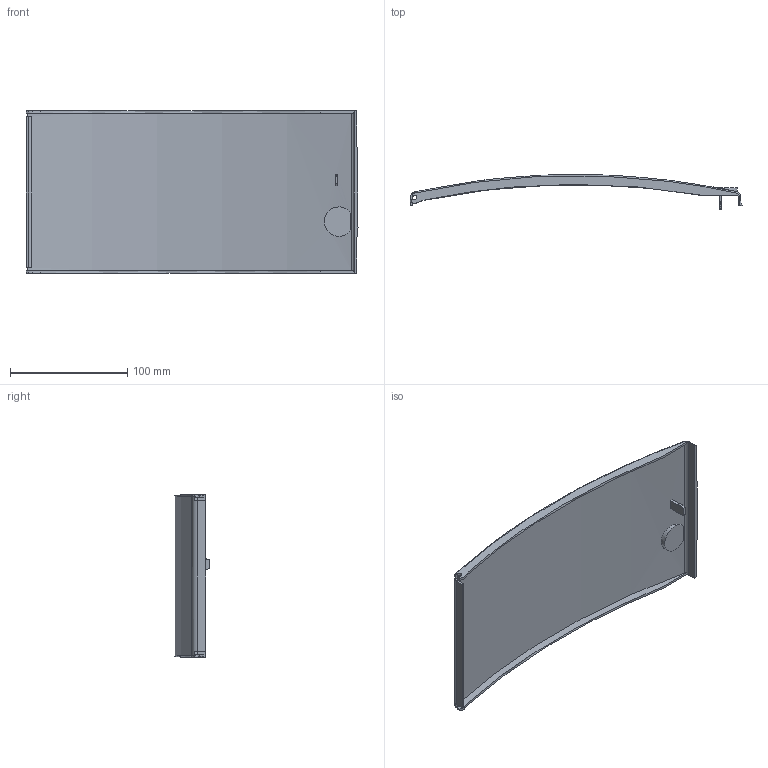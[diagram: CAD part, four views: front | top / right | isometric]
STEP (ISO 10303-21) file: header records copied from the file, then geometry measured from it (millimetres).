
FILE_DESCRIPTION((''),'2;1');
FILE_NAME('ECM_12_PT_ASM','2023-12-13T13:50:38',('klemen.sitar'),('Audax d.o.o.'),'CREO PARAMETRIC BY PTC INC, 2021304','CREO PARAMETRIC BY PTC INC, 2021304','');
FILE_SCHEMA(('AP242_MANAGED_MODEL_BASED_3D_ENGINEERING_MIM_LF { 1 0 10303 442 1 1 4 }'));
Length unit declared in the file: millimetre
Products named in the file (3): PRT0123_1; ECM_12_PT_OG_ASM_1_ASM; ECM_12_PT_ASM
Assembly tree (2 placements, depth 3):
  ECM_12_PT_ASM
    ECM_12_PT_OG_ASM_1_ASM
      PRT0123_1
Bounding box: 283 x 29.7 x 138.47 mm (x, y, z)
Volume: 91268.9 mm3; surface area: 92065.2 mm2
Topology: 1 solids, 1 shells, 96 faces, 281 edges, 190 vertices
Faces by surface type: plane 50, cylinder 24, cone 10, bspline 6, revolution 4, extrusion 2
Entity records: 5512 total; most frequent: CARTESIAN_POINT 1260, ORIENTED_EDGE 562, DIRECTION 437, PRESENTATION_STYLE_ASSIGNMENT 384, STYLED_ITEM 384, CURVE_STYLE 287, EDGE_CURVE 281, VERTEX_POINT 190
